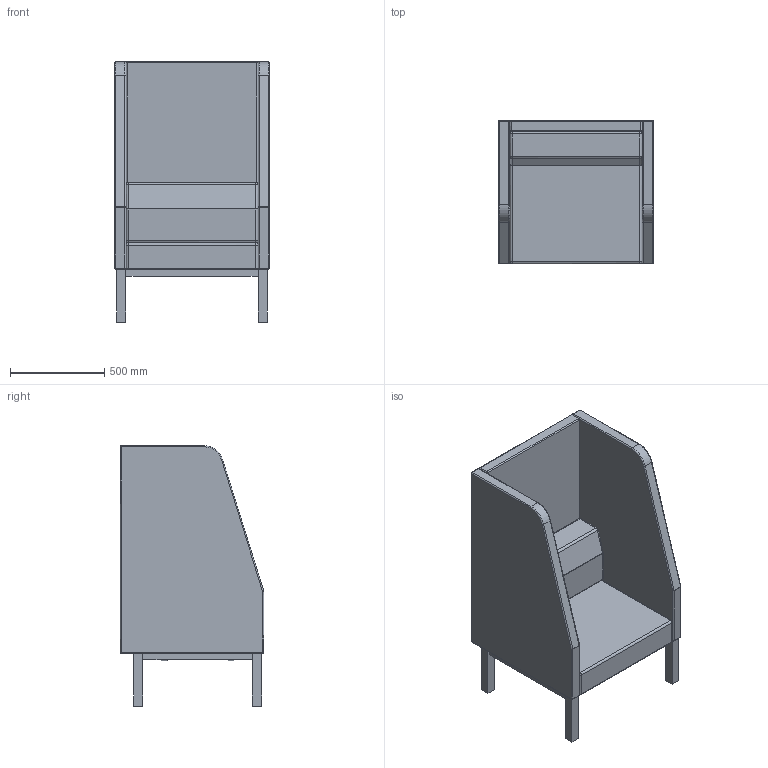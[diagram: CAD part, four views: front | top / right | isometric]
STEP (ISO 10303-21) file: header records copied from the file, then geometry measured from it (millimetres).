
FILE_DESCRIPTION(/* description */ (''),/* implementation_level */ '2;1');
FILE_NAME(/* name */ '5081',/* time_stamp */ '2016-09-14T13:40:03+02:00',/* author */ (''),/* organization */ (''),/* preprocessor_version */ 'ST-DEVELOPER v15',/* originating_system */ '',/* authorisation */ '');
FILE_SCHEMA (('CONFIG_CONTROL_DESIGN'));
Length unit declared in the file: millimetre
Products named in the file (1): Document
Bounding box: 820 x 760 x 1380 mm (x, y, z)
Volume: 209143670 mm3; surface area: 7791800.7 mm2
Topology: 12 solids, 14 shells, 205 faces, 414 edges, 235 vertices
Faces by surface type: bspline 127, plane 78
Entity records: 5118 total; most frequent: CARTESIAN_POINT 2495, ORIENTED_EDGE 802, EDGE_CURVE 409, VERTEX_POINT 230, ADVANCED_FACE 205, FACE_OUTER_BOUND 205, EDGE_LOOP 205, B_SPLINE_CURVE_WITH_KNOTS 204
